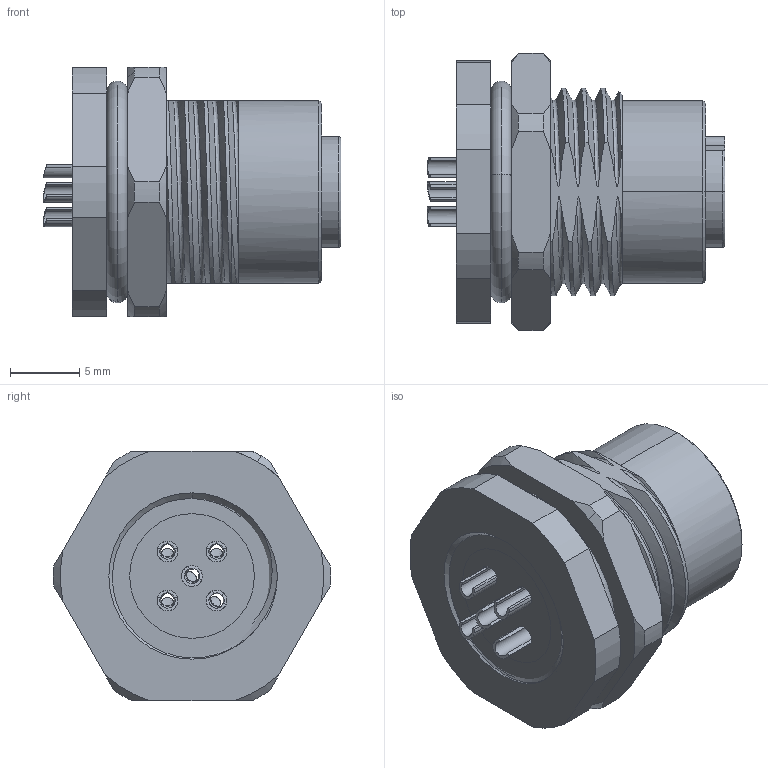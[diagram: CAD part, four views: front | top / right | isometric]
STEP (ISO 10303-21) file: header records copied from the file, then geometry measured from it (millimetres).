
FILE_DESCRIPTION (( 'STEP AP203' ), '1' );
FILE_NAME ('54-00355A.STEP', '2023-02-03T21:46:05', ( '' ), ( '' ), 'SwSTEP 2.0', 'SolidWorks 2021', '' );
FILE_SCHEMA (( 'CONFIG_CONTROL_DESIGN' ));
Length unit declared in the file: millimetre
Products named in the file (7): 54-00355-04___; 54-00355-03___; 54-00355-01___; 54-00355-06___; 54-00355A; 54-00355-02___; 54-00355-05___
Assembly tree (10 placements, depth 2):
  54-00355A
    54-00355-01___
    54-00355-02___
    54-00355-03___  x5
    54-00355-06___
    54-00355-05___
    54-00355-04___
Bounding box: 21.5 x 19.99 x 18 mm (x, y, z)
Volume: 2887 mm3; surface area: 5648.8 mm2
Topology: 11 solids, 11 shells, 645 faces, 1663 edges, 1056 vertices
Faces by surface type: cylinder 214, plane 177, torus 101, cone 80, bspline 73
Entity records: 23415 total; most frequent: CARTESIAN_POINT 15706, ORIENTED_EDGE 1590, DIRECTION 1283, EDGE_CURVE 795, AXIS2_PLACEMENT_3D 514, VERTEX_POINT 512, EDGE_LOOP 335, ADVANCED_FACE 305
